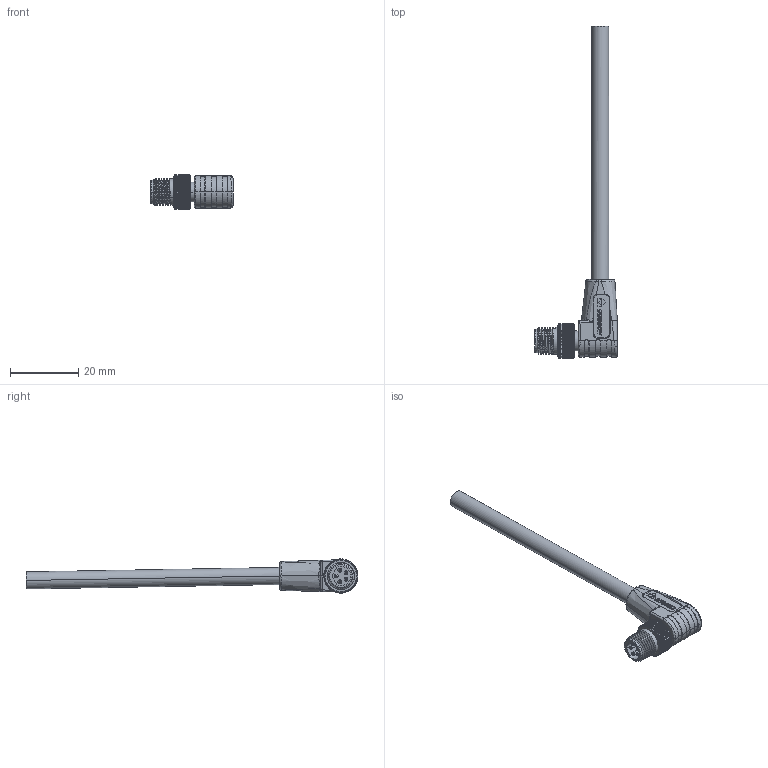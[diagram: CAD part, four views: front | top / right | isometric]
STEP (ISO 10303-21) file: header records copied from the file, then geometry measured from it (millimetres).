
FILE_DESCRIPTION((''),'2;1');
FILE_NAME('M8-5__SW0001','2020-04-24T',('Administrator'),(''),'CREO PARAMETRIC BY PTC INC, 2014350','CREO PARAMETRIC BY PTC INC, 2014350','');
FILE_SCHEMA(('CONFIG_CONTROL_DESIGN'));
Length unit declared in the file: inch
Products named in the file (1): M8-5__SW0001
Bounding box: 24.2 x 97.23 x 10 mm (x, y, z)
Volume: 3931 mm3; surface area: 3617.3 mm2
Topology: 1 solids, 4 shells, 1140 faces, 3212 edges, 2105 vertices
Faces by surface type: plane 847, cylinder 176, bspline 61, cone 42, extrusion 6, torus 4, revolution 2, sphere 2
Entity records: 45673 total; most frequent: CARTESIAN_POINT 17630, ORIENTED_EDGE 6416, DIRECTION 4915, EDGE_CURVE 3208, VECTOR 2109, VERTEX_POINT 2105, LINE 2103, AXIS2_PLACEMENT_3D 1402
